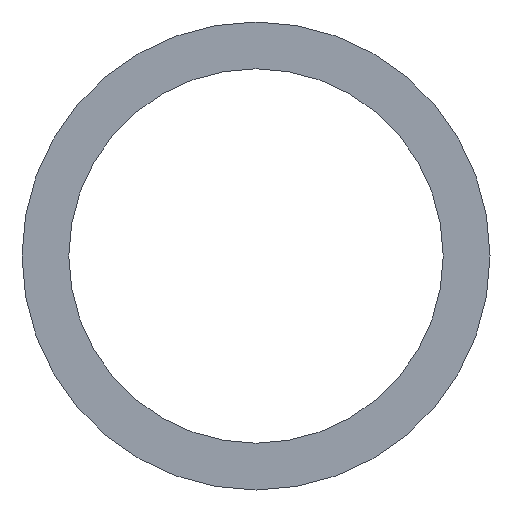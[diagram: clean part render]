
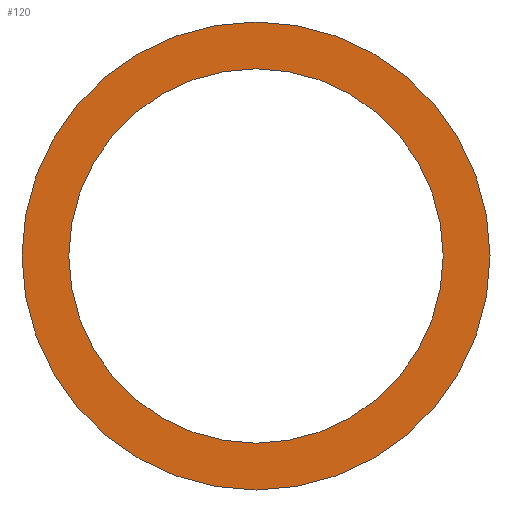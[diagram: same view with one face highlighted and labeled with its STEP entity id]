
A CAD part, front view. The second image highlights one B-rep face of the part: STEP entity #120.
In plain terms, the highlighted planar face has unit normal (0, -1, 0).
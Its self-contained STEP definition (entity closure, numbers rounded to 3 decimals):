
#1 = CARTESIAN_POINT ( 'NONE',  ( 0., 0., 0. ) ) ;
#6 = CIRCLE ( 'NONE', #51, 6. ) ;
#9 = ORIENTED_EDGE ( 'NONE', *, *, #177, .F. ) ;
#13 = CIRCLE ( 'NONE', #29, 7.5 ) ;
#20 = CARTESIAN_POINT ( 'NONE',  ( 0., 0., 6. ) ) ;
#21 = CARTESIAN_POINT ( 'NONE',  ( 0., 0., -7.5 ) ) ;
#23 = DIRECTION ( 'NONE',  ( 0., 0., 1. ) ) ;
#24 = DIRECTION ( 'NONE',  ( 0., 0., 1. ) ) ;
#29 = AXIS2_PLACEMENT_3D ( 'NONE', #153, #194, #64 ) ;
#35 = DIRECTION ( 'NONE',  ( 0., 1., 0. ) ) ;
#39 = CIRCLE ( 'NONE', #115, 6. ) ;
#41 = ORIENTED_EDGE ( 'NONE', *, *, #184, .F. ) ;
#42 = CARTESIAN_POINT ( 'NONE',  ( 0., 0., 0. ) ) ;
#45 = CARTESIAN_POINT ( 'NONE',  ( 0., 0., 0. ) ) ;
#51 = AXIS2_PLACEMENT_3D ( 'NONE', #1, #35, #249 ) ;
#64 = DIRECTION ( 'NONE',  ( 0., 0., 1. ) ) ;
#77 = EDGE_CURVE ( 'NONE', #157, #124, #6, .T. ) ;
#81 = CARTESIAN_POINT ( 'NONE',  ( 0., 0., -6. ) ) ;
#105 = VERTEX_POINT ( 'NONE', #167 ) ;
#109 = DIRECTION ( 'NONE',  ( 0., 1., 0. ) ) ;
#115 = AXIS2_PLACEMENT_3D ( 'NONE', #45, #109, #216 ) ;
#120 = ADVANCED_FACE ( 'NONE', ( #189, #207 ), #209, .F. ) ;
#121 = VERTEX_POINT ( 'NONE', #21 ) ;
#123 = AXIS2_PLACEMENT_3D ( 'NONE', #42, #151, #24 ) ;
#124 = VERTEX_POINT ( 'NONE', #20 ) ;
#127 = EDGE_LOOP ( 'NONE', ( #142, #175 ) ) ;
#142 = ORIENTED_EDGE ( 'NONE', *, *, #77, .T. ) ;
#144 = EDGE_LOOP ( 'NONE', ( #9, #41 ) ) ;
#151 = DIRECTION ( 'NONE',  ( 0., 1., 0. ) ) ;
#152 = DIRECTION ( 'NONE',  ( 0., 1., 0. ) ) ;
#153 = CARTESIAN_POINT ( 'NONE',  ( 0., 0., 0. ) ) ;
#157 = VERTEX_POINT ( 'NONE', #81 ) ;
#164 = CARTESIAN_POINT ( 'NONE',  ( 0., 0., 0. ) ) ;
#167 = CARTESIAN_POINT ( 'NONE',  ( 0., 0., 7.5 ) ) ;
#175 = ORIENTED_EDGE ( 'NONE', *, *, #191, .T. ) ;
#177 = EDGE_CURVE ( 'NONE', #121, #105, #13, .T. ) ;
#184 = EDGE_CURVE ( 'NONE', #105, #121, #246, .T. ) ;
#189 = FACE_OUTER_BOUND ( 'NONE', #144, .T. ) ;
#191 = EDGE_CURVE ( 'NONE', #124, #157, #39, .T. ) ;
#194 = DIRECTION ( 'NONE',  ( 0., 1., 0. ) ) ;
#207 = FACE_BOUND ( 'NONE', #127, .T. ) ;
#209 = PLANE ( 'NONE',  #219 ) ;
#216 = DIRECTION ( 'NONE',  ( 0., 0., 1. ) ) ;
#219 = AXIS2_PLACEMENT_3D ( 'NONE', #164, #152, #23 ) ;
#246 = CIRCLE ( 'NONE', #123, 7.5 ) ;
#249 = DIRECTION ( 'NONE',  ( 0., 0., 1. ) ) ;
